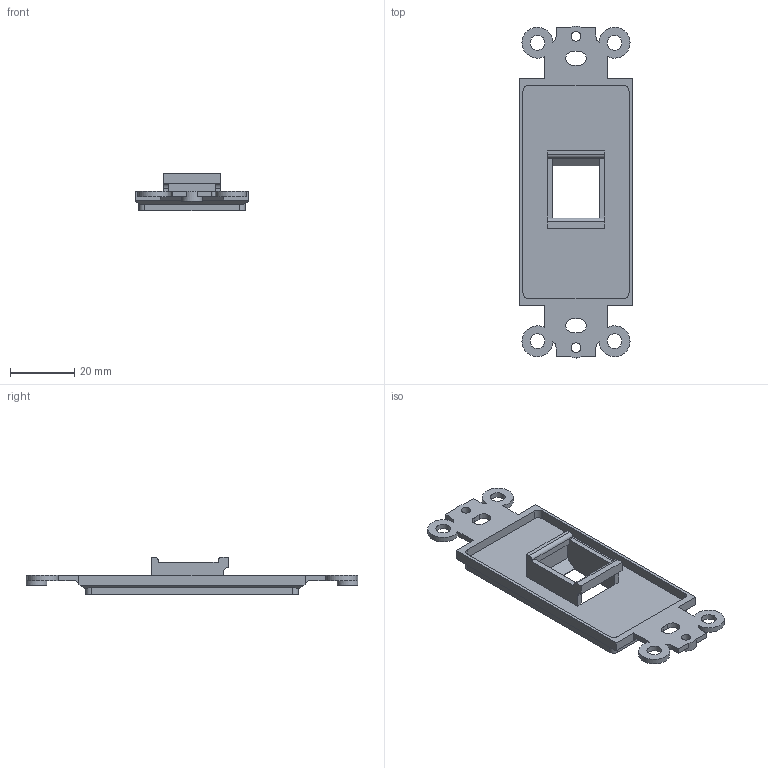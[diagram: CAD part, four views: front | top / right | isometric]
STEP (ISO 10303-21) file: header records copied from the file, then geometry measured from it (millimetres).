
FILE_DESCRIPTION(/* description */ ('','CAx-IF Rec.Pracs.---Representation and Presentation of Product Manufacturing Information (PMI)---4.0---2014-10-13'),/* implementation_level */ '2;1');
FILE_NAME(/* name */ 'Keystone Jacks v4.step',/* time_stamp */ '2025-01-23T12:19:39-06:00',/* author */ (''),/* organization */ (''),/* preprocessor_version */ 'ST-DEVELOPER v20',/* originating_system */ 'Autodesk Translation Framework v13.20.0.188',/* authorisation */ '');
FILE_SCHEMA (('AP242_MANAGED_MODEL_BASED_3D_ENGINEERING_MIM_LF { 1 0 10303 442 1 1 4 }'));
Length unit declared in the file: millimetre
Products named in the file (2): Keystone Jacks; 1 Port Keystone Plate
Assembly tree (1 placements, depth 2):
  Keystone Jacks
    1 Port Keystone Plate
Bounding box: 35 x 103.25 x 11.6 mm (x, y, z)
Volume: 8882.5 mm3; surface area: 9318.4 mm2
Topology: 1 solids, 1 shells, 95 faces, 276 edges, 182 vertices
Faces by surface type: plane 61, cylinder 28, bspline 4, cone 2
Full cylindrical faces by diameter (mm): 3 x2, 4.6 x4, 6.45 x2
Entity records: 3217 total; most frequent: CARTESIAN_POINT 592, ORIENTED_EDGE 552, DIRECTION 522, EDGE_CURVE 276, LINE 202, VECTOR 202, VERTEX_POINT 182, AXIS2_PLACEMENT_3D 160
